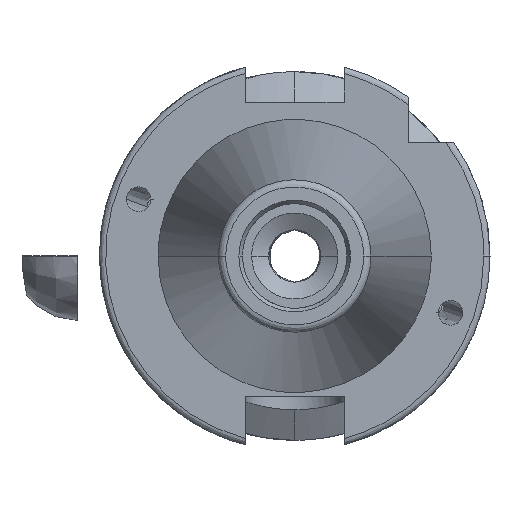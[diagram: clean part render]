
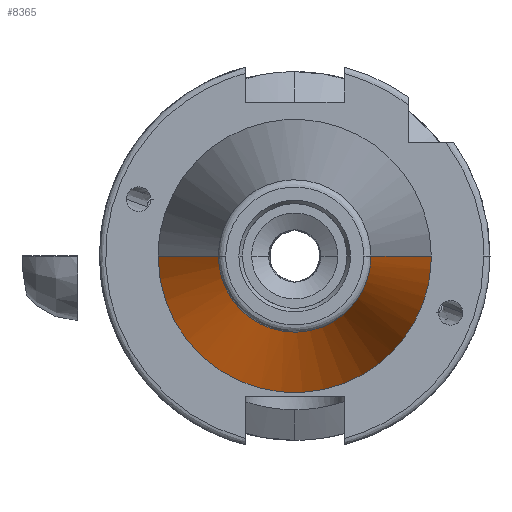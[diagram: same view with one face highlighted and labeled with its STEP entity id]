
A CAD part, left-side view. The second image highlights one B-rep face of the part: STEP entity #8365.
In plain terms, the highlighted free-form (B-spline) face has degree [1, 3] with [2, 4] control points.
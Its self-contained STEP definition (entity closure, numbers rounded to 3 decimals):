
#213 = EDGE_CURVE ( 'NONE', #4390, #8536, #682, .T. ) ;
#450 = EDGE_CURVE ( 'NONE', #1330, #8536, #8624, .T. ) ;
#682 =( BOUNDED_CURVE ( )  B_SPLINE_CURVE ( 3, ( #5459, #2651, #4684, #8355 ),
 .UNSPECIFIED., .F., .T. ) 
 B_SPLINE_CURVE_WITH_KNOTS ( ( 4, 4 ),
 ( 0., 3.142 ),
 .UNSPECIFIED. ) 
 CURVE ( )  GEOMETRIC_REPRESENTATION_ITEM ( )  RATIONAL_B_SPLINE_CURVE ( ( 0.961, 0.32, 0.32, 0.961 ) ) 
 REPRESENTATION_ITEM ( '' )  );
#928 = FACE_OUTER_BOUND ( 'NONE', #7765, .T. ) ;
#1099 = B_SPLINE_CURVE_WITH_KNOTS ( 'NONE', 1,
 ( #5912, #8784 ),
 .UNSPECIFIED., .F., .F.,
 ( 2, 2 ),
 ( -1., 0. ),
 .UNSPECIFIED. ) ;
#1194 = CARTESIAN_POINT ( 'NONE',  ( 0., 22.225, -44.45 ) ) ;
#1330 = VERTEX_POINT ( 'NONE', #7856 ) ;
#1633 = CARTESIAN_POINT ( 'NONE',  ( -67.373, 12.4, -24.799 ) ) ;
#1874 = ORIENTED_EDGE ( 'NONE', *, *, #450, .T. ) ;
#1888 = CARTESIAN_POINT ( 'NONE',  ( 0., -22.225, 0. ) ) ;
#1962 = EDGE_CURVE ( 'NONE', #4390, #2378, #1099, .T. ) ;
#1996 =( BOUNDED_CURVE ( )  B_SPLINE_CURVE ( 3, ( #4691, #1194, #2605, #7532 ),
 .UNSPECIFIED., .F., .F. ) 
 B_SPLINE_CURVE_WITH_KNOTS ( ( 4, 4 ),
 ( -3.142, 0. ),
 .UNSPECIFIED. ) 
 CURVE ( )  GEOMETRIC_REPRESENTATION_ITEM ( )  RATIONAL_B_SPLINE_CURVE ( ( 1., 0.333, 0.333, 1. ) ) 
 REPRESENTATION_ITEM ( '' )  );
#2337 = CARTESIAN_POINT ( 'NONE',  ( 0., -22.225, 0. ) ) ;
#2378 = VERTEX_POINT ( 'NONE', #7035 ) ;
#2605 = CARTESIAN_POINT ( 'NONE',  ( 0., -22.225, -44.45 ) ) ;
#2651 = CARTESIAN_POINT ( 'NONE',  ( -67.373, 12.4, -24.799 ) ) ;
#3010 = CARTESIAN_POINT ( 'NONE',  ( -67.373, -12.4, 0. ) ) ;
#3038 = CARTESIAN_POINT ( 'NONE',  ( 0., 22.225, -44.45 ) ) ;
#4390 = VERTEX_POINT ( 'NONE', #5807 ) ;
#4684 = CARTESIAN_POINT ( 'NONE',  ( -67.373, -12.4, -24.799 ) ) ;
#4691 = CARTESIAN_POINT ( 'NONE',  ( 0., 22.225, 0. ) ) ;
#5172 = ORIENTED_EDGE ( 'NONE', *, *, #6645, .T. ) ;
#5459 = CARTESIAN_POINT ( 'NONE',  ( -67.373, 12.4, 0. ) ) ;
#5501 = ORIENTED_EDGE ( 'NONE', *, *, #1962, .T. ) ;
#5807 = CARTESIAN_POINT ( 'NONE',  ( -67.373, 12.4, 0. ) ) ;
#5836 = CARTESIAN_POINT ( 'NONE',  ( -67.373, -12.4, -24.799 ) ) ;
#5912 = CARTESIAN_POINT ( 'NONE',  ( -67.373, 12.4, 0. ) ) ;
#6277 =( BOUNDED_SURFACE ( )  B_SPLINE_SURFACE ( 1, 3, ( 
 ( #3010, #5836, #1633, #6549 ),
 ( #2337, #7270, #3038, #8005 ) ),
 .UNSPECIFIED., .F., .F., .F. ) 
 B_SPLINE_SURFACE_WITH_KNOTS ( ( 2, 2 ),
 ( 4, 4 ),
 ( 0., 1. ),
 ( 0., 1. ),
 .UNSPECIFIED. ) 
 GEOMETRIC_REPRESENTATION_ITEM ( )  RATIONAL_B_SPLINE_SURFACE ( (
 ( 1., 0.333, 0.333, 1.),
 ( 1., 0.333, 0.333, 1.) ) ) 
 REPRESENTATION_ITEM ( '' )  SURFACE ( )  );
#6549 = CARTESIAN_POINT ( 'NONE',  ( -67.373, 12.4, 0. ) ) ;
#6645 = EDGE_CURVE ( 'NONE', #2378, #1330, #1996, .T. ) ;
#7035 = CARTESIAN_POINT ( 'NONE',  ( 0., 22.225, 0. ) ) ;
#7270 = CARTESIAN_POINT ( 'NONE',  ( 0., -22.225, -44.45 ) ) ;
#7502 = ORIENTED_EDGE ( 'NONE', *, *, #213, .F. ) ;
#7532 = CARTESIAN_POINT ( 'NONE',  ( 0., -22.225, 0. ) ) ;
#7547 = CARTESIAN_POINT ( 'NONE',  ( -67.373, -12.4, 0. ) ) ;
#7765 = EDGE_LOOP ( 'NONE', ( #7502, #5501, #5172, #1874 ) ) ;
#7856 = CARTESIAN_POINT ( 'NONE',  ( 0., -22.225, 0. ) ) ;
#8005 = CARTESIAN_POINT ( 'NONE',  ( 0., 22.225, 0. ) ) ;
#8221 = CARTESIAN_POINT ( 'NONE',  ( -67.373, -12.4, 0. ) ) ;
#8355 = CARTESIAN_POINT ( 'NONE',  ( -67.373, -12.4, 0. ) ) ;
#8365 = ADVANCED_FACE ( 'NONE', ( #928 ), #6277, .F. ) ;
#8536 = VERTEX_POINT ( 'NONE', #7547 ) ;
#8624 = B_SPLINE_CURVE_WITH_KNOTS ( 'NONE', 1,
 ( #1888, #8221 ),
 .UNSPECIFIED., .F., .F.,
 ( 2, 2 ),
 ( -1., 0. ),
 .UNSPECIFIED. ) ;
#8784 = CARTESIAN_POINT ( 'NONE',  ( 0., 22.225, 0. ) ) ;
